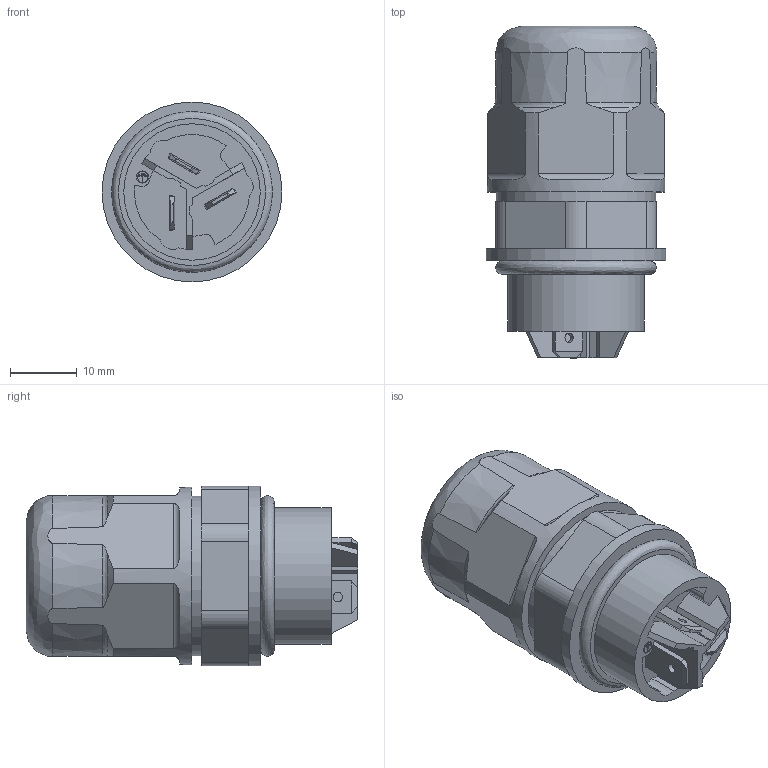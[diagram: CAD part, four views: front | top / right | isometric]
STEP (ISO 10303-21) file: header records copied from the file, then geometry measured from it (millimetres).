
FILE_DESCRIPTION(/* description */ (''),/* implementation_level */ '2;1');
FILE_NAME(/* name */ '100206730ugm000_a.stp',/* time_stamp */ '2017-12-06T14:04:24+01:00',/* author */ (''),/* organization */ (''),/* preprocessor_version */ 'ST-DEVELOPER v16',/* originating_system */ 'SIEMENS PLM Software NX 10.0',/* authorisation */ '');
FILE_SCHEMA (('AUTOMOTIVE_DESIGN { 1 0 10303 214 3 1 1 1 }'));
Length unit declared in the file: millimetre
Products named in the file (1): 100206730ugm000_a
Bounding box: 26.9 x 49.6 x 26.9 mm (x, y, z)
Volume: 19333.7 mm3; surface area: 5856 mm2
Topology: 1 solids, 1 shells, 177 faces, 470 edges, 311 vertices
Faces by surface type: plane 105, cylinder 52, cone 12, bspline 8
Full cylindrical faces by diameter (mm): 1.4 x3, 1.6 x1, 1.8 x1, 9.2 x1, 20.4 x1, 23.8 x1, 26.5 x1, 26.9 x1
Entity records: 7221 total; most frequent: CARTESIAN_POINT 1781, ORIENTED_EDGE 916, DIRECTION 848, EDGE_CURVE 458, VERTEX_POINT 310, AXIS2_PLACEMENT_3D 286, LINE 276, VECTOR 276
